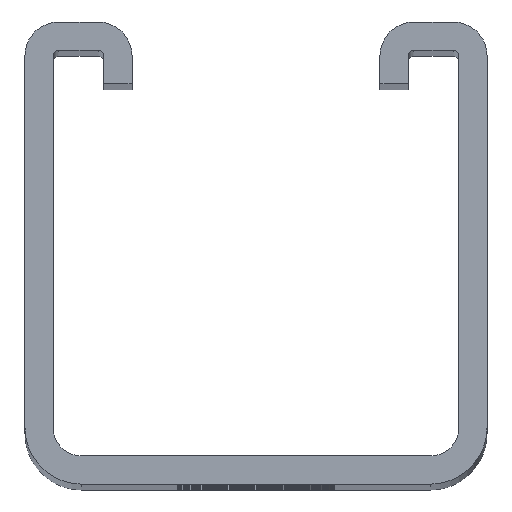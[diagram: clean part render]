
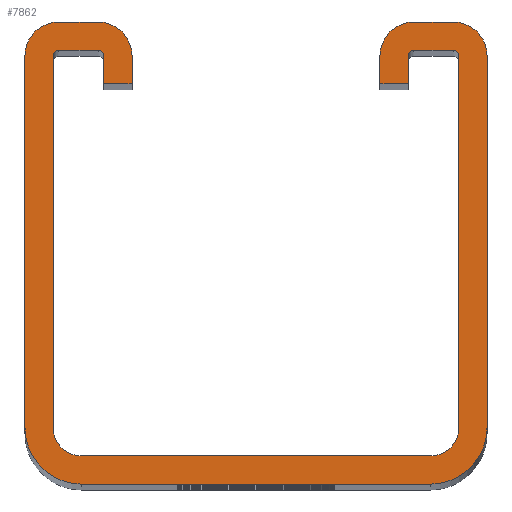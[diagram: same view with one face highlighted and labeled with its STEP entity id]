
A CAD part, top view. The second image highlights one B-rep face of the part: STEP entity #7862.
In plain terms, the highlighted planar face has unit normal (0, 0, 1).
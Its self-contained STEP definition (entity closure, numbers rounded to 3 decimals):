
#1255=DIRECTION('',(1.,0.,0.));
#1256=VECTOR('',#1255,2.5);
#1257=CARTESIAN_POINT('',(11.,35.5,2.));
#1258=LINE('',#1257,#1256);
#1259=DIRECTION('',(0.,-1.,0.));
#1260=VECTOR('',#1259,2.5);
#1261=CARTESIAN_POINT('',(11.,38.,2.));
#1262=LINE('',#1261,#1260);
#1263=CARTESIAN_POINT('',(14.,38.,2.));
#1264=DIRECTION('',(0.,0.,1.));
#1265=DIRECTION('',(0.,1.,0.));
#1266=AXIS2_PLACEMENT_3D('',#1263,#1264,#1265);
#1268=CARTESIAN_POINT('',(17.5,38.,2.));
#1269=DIRECTION('',(0.,0.,1.));
#1270=DIRECTION('',(1.,0.,0.));
#1271=AXIS2_PLACEMENT_3D('',#1268,#1269,#1270);
#1273=DIRECTION('',(0.,1.,0.));
#1274=VECTOR('',#1273,33.);
#1275=CARTESIAN_POINT('',(20.5,5.,2.));
#1276=LINE('',#1275,#1274);
#1277=CARTESIAN_POINT('',(15.5,5.,2.));
#1278=DIRECTION('',(0.,0.,1.));
#1279=DIRECTION('',(0.,-1.,0.));
#1280=AXIS2_PLACEMENT_3D('',#1277,#1278,#1279);
#1282=DIRECTION('',(1.,0.,0.));
#1283=VECTOR('',#1282,31.);
#1284=CARTESIAN_POINT('',(-15.5,0.,2.));
#1285=LINE('',#1284,#1283);
#1286=CARTESIAN_POINT('',(-15.5,5.,2.));
#1287=DIRECTION('',(0.,0.,1.));
#1288=DIRECTION('',(-1.,0.,0.));
#1289=AXIS2_PLACEMENT_3D('',#1286,#1287,#1288);
#1291=DIRECTION('',(0.,-1.,0.));
#1292=VECTOR('',#1291,33.);
#1293=CARTESIAN_POINT('',(-20.5,38.,2.));
#1294=LINE('',#1293,#1292);
#1295=CARTESIAN_POINT('',(-17.5,38.,2.));
#1296=DIRECTION('',(0.,0.,1.));
#1297=DIRECTION('',(0.,1.,0.));
#1298=AXIS2_PLACEMENT_3D('',#1295,#1296,#1297);
#1300=CARTESIAN_POINT('',(-14.,38.,2.));
#1301=DIRECTION('',(0.,0.,1.));
#1302=DIRECTION('',(1.,0.,0.));
#1303=AXIS2_PLACEMENT_3D('',#1300,#1301,#1302);
#1305=DIRECTION('',(1.,0.,0.));
#1306=VECTOR('',#1305,2.5);
#1307=CARTESIAN_POINT('',(-13.5,35.5,2.));
#1308=LINE('',#1307,#1306);
#1309=DIRECTION('',(0.,-1.,0.));
#1310=VECTOR('',#1309,2.5);
#1311=CARTESIAN_POINT('',(-13.5,38.,2.));
#1312=LINE('',#1311,#1310);
#1313=CARTESIAN_POINT('',(-14.,38.,2.));
#1314=DIRECTION('',(0.,0.,-1.));
#1315=DIRECTION('',(0.,1.,0.));
#1316=AXIS2_PLACEMENT_3D('',#1313,#1314,#1315);
#1318=CARTESIAN_POINT('',(-17.5,38.,2.));
#1319=DIRECTION('',(0.,0.,-1.));
#1320=DIRECTION('',(-1.,0.,0.));
#1321=AXIS2_PLACEMENT_3D('',#1318,#1319,#1320);
#1323=DIRECTION('',(0.,1.,0.));
#1324=VECTOR('',#1323,33.);
#1325=CARTESIAN_POINT('',(-18.,5.,2.));
#1326=LINE('',#1325,#1324);
#1327=CARTESIAN_POINT('',(-15.5,5.,2.));
#1328=DIRECTION('',(0.,0.,-1.));
#1329=DIRECTION('',(0.,-1.,0.));
#1330=AXIS2_PLACEMENT_3D('',#1327,#1328,#1329);
#1332=DIRECTION('',(-1.,0.,0.));
#1333=VECTOR('',#1332,31.);
#1334=CARTESIAN_POINT('',(15.5,2.5,2.));
#1335=LINE('',#1334,#1333);
#1336=CARTESIAN_POINT('',(15.5,5.,2.));
#1337=DIRECTION('',(0.,0.,-1.));
#1338=DIRECTION('',(1.,0.,0.));
#1339=AXIS2_PLACEMENT_3D('',#1336,#1337,#1338);
#1341=DIRECTION('',(0.,-1.,0.));
#1342=VECTOR('',#1341,33.);
#1343=CARTESIAN_POINT('',(18.,38.,2.));
#1344=LINE('',#1343,#1342);
#1345=CARTESIAN_POINT('',(17.5,38.,2.));
#1346=DIRECTION('',(0.,0.,-1.));
#1347=DIRECTION('',(0.,1.,0.));
#1348=AXIS2_PLACEMENT_3D('',#1345,#1346,#1347);
#1350=DIRECTION('',(1.,0.,0.));
#1351=VECTOR('',#1350,3.5);
#1352=CARTESIAN_POINT('',(14.,38.5,2.));
#1353=LINE('',#1352,#1351);
#1354=CARTESIAN_POINT('',(14.,38.,2.));
#1355=DIRECTION('',(0.,0.,-1.));
#1356=DIRECTION('',(-1.,0.,0.));
#1357=AXIS2_PLACEMENT_3D('',#1354,#1355,#1356);
#1359=DIRECTION('',(0.,1.,0.));
#1360=VECTOR('',#1359,2.5);
#1361=CARTESIAN_POINT('',(13.5,35.5,2.));
#1362=LINE('',#1361,#1360);
#1855=DIRECTION('',(-1.,0.,0.));
#1856=VECTOR('',#1855,3.5);
#1857=CARTESIAN_POINT('',(-14.,38.5,2.));
#1858=LINE('',#1857,#1856);
#2503=DIRECTION('',(1.,0.,0.));
#2504=VECTOR('',#2503,3.5);
#2505=CARTESIAN_POINT('',(14.,41.,2.));
#2506=LINE('',#2505,#2504);
#3339=DIRECTION('',(0.,-1.,0.));
#3340=VECTOR('',#3339,2.5);
#3341=CARTESIAN_POINT('',(-11.,38.,2.));
#3342=LINE('',#3341,#3340);
#3351=DIRECTION('',(1.,0.,0.));
#3352=VECTOR('',#3351,3.5);
#3353=CARTESIAN_POINT('',(-17.5,41.,2.));
#3354=LINE('',#3353,#3352);
#5585=CARTESIAN_POINT('',(15.5,2.5,2.));
#5586=CARTESIAN_POINT('',(-15.5,2.5,2.));
#5587=VERTEX_POINT('',#5585);
#5588=VERTEX_POINT('',#5586);
#5761=CARTESIAN_POINT('',(14.,38.5,2.));
#5762=CARTESIAN_POINT('',(17.5,38.5,2.));
#5763=VERTEX_POINT('',#5761);
#5764=VERTEX_POINT('',#5762);
#5765=CARTESIAN_POINT('',(-20.5,38.,2.));
#5766=CARTESIAN_POINT('',(-20.5,5.,2.));
#5767=VERTEX_POINT('',#5765);
#5768=VERTEX_POINT('',#5766);
#6426=CARTESIAN_POINT('',(20.5,5.,2.));
#6427=CARTESIAN_POINT('',(20.5,38.,2.));
#6428=VERTEX_POINT('',#6426);
#6429=VERTEX_POINT('',#6427);
#6622=CARTESIAN_POINT('',(-17.5,41.,2.));
#6623=CARTESIAN_POINT('',(-14.,41.,2.));
#6624=VERTEX_POINT('',#6622);
#6625=VERTEX_POINT('',#6623);
#6710=CARTESIAN_POINT('',(14.,41.,2.));
#6711=CARTESIAN_POINT('',(17.5,41.,2.));
#6712=VERTEX_POINT('',#6710);
#6713=VERTEX_POINT('',#6711);
#6720=CARTESIAN_POINT('',(-15.5,0.,2.));
#6721=CARTESIAN_POINT('',(15.5,0.,2.));
#6722=VERTEX_POINT('',#6720);
#6723=VERTEX_POINT('',#6721);
#6724=CARTESIAN_POINT('',(-14.,38.5,2.));
#6725=CARTESIAN_POINT('',(-17.5,38.5,2.));
#6726=VERTEX_POINT('',#6724);
#6727=VERTEX_POINT('',#6725);
#6728=CARTESIAN_POINT('',(-18.,5.,2.));
#6729=CARTESIAN_POINT('',(-18.,38.,2.));
#6730=VERTEX_POINT('',#6728);
#6731=VERTEX_POINT('',#6729);
#6850=CARTESIAN_POINT('',(18.,38.,2.));
#6851=CARTESIAN_POINT('',(18.,5.,2.));
#6852=VERTEX_POINT('',#6850);
#6853=VERTEX_POINT('',#6851);
#6854=CARTESIAN_POINT('',(-11.,38.,2.));
#6855=VERTEX_POINT('',#6854);
#6856=CARTESIAN_POINT('',(-13.5,38.,2.));
#6857=VERTEX_POINT('',#6856);
#6858=CARTESIAN_POINT('',(13.5,38.,2.));
#6859=VERTEX_POINT('',#6858);
#6860=CARTESIAN_POINT('',(11.,38.,2.));
#6861=VERTEX_POINT('',#6860);
#6982=CARTESIAN_POINT('',(11.,35.5,2.));
#6983=CARTESIAN_POINT('',(13.5,35.5,2.));
#6984=VERTEX_POINT('',#6982);
#6985=VERTEX_POINT('',#6983);
#6986=CARTESIAN_POINT('',(-13.5,35.5,2.));
#6987=CARTESIAN_POINT('',(-11.,35.5,2.));
#6988=VERTEX_POINT('',#6986);
#6989=VERTEX_POINT('',#6987);
#7802=CARTESIAN_POINT('',(15.5,5.,2.));
#7803=DIRECTION('',(0.,0.,1.));
#7804=DIRECTION('',(1.,0.,0.));
#7805=AXIS2_PLACEMENT_3D('',#7802,#7803,#7804);
#7806=PLANE('',#7805);
#7808=ORIENTED_EDGE('',*,*,#7807,.F.);
#7810=ORIENTED_EDGE('',*,*,#7809,.F.);
#7812=ORIENTED_EDGE('',*,*,#7811,.F.);
#7814=ORIENTED_EDGE('',*,*,#7813,.T.);
#7816=ORIENTED_EDGE('',*,*,#7815,.F.);
#7818=ORIENTED_EDGE('',*,*,#7817,.F.);
#7820=ORIENTED_EDGE('',*,*,#7819,.F.);
#7821=ORIENTED_EDGE('',*,*,#7733,.F.);
#7822=ORIENTED_EDGE('',*,*,#7722,.F.);
#7823=ORIENTED_EDGE('',*,*,#7222,.F.);
#7825=ORIENTED_EDGE('',*,*,#7824,.F.);
#7827=ORIENTED_EDGE('',*,*,#7826,.T.);
#7829=ORIENTED_EDGE('',*,*,#7828,.F.);
#7831=ORIENTED_EDGE('',*,*,#7830,.T.);
#7833=ORIENTED_EDGE('',*,*,#7832,.F.);
#7835=ORIENTED_EDGE('',*,*,#7834,.F.);
#7837=ORIENTED_EDGE('',*,*,#7836,.F.);
#7839=ORIENTED_EDGE('',*,*,#7838,.T.);
#7841=ORIENTED_EDGE('',*,*,#7840,.F.);
#7843=ORIENTED_EDGE('',*,*,#7842,.F.);
#7845=ORIENTED_EDGE('',*,*,#7844,.F.);
#7847=ORIENTED_EDGE('',*,*,#7846,.F.);
#7849=ORIENTED_EDGE('',*,*,#7848,.F.);
#7851=ORIENTED_EDGE('',*,*,#7850,.F.);
#7853=ORIENTED_EDGE('',*,*,#7852,.F.);
#7855=ORIENTED_EDGE('',*,*,#7854,.F.);
#7857=ORIENTED_EDGE('',*,*,#7856,.F.);
#7859=ORIENTED_EDGE('',*,*,#7858,.F.);
#7860=EDGE_LOOP('',(#7808,#7810,#7812,#7814,#7816,#7818,#7820,#7821,#7822,#7823,
#7825,#7827,#7829,#7831,#7833,#7835,#7837,#7839,#7841,#7843,#7845,#7847,#7849,
#7851,#7853,#7855,#7857,#7859));
#7861=FACE_OUTER_BOUND('',#7860,.F.);
#7862=ADVANCED_FACE('',(#7861),#7806,.T.);
#1267=CIRCLE('',#1266,3.);
#1272=CIRCLE('',#1271,3.);
#1281=CIRCLE('',#1280,5.);
#1290=CIRCLE('',#1289,5.);
#1299=CIRCLE('',#1298,3.);
#1304=CIRCLE('',#1303,3.);
#1317=CIRCLE('',#1316,0.5);
#1322=CIRCLE('',#1321,0.5);
#1331=CIRCLE('',#1330,2.5);
#1340=CIRCLE('',#1339,2.5);
#1349=CIRCLE('',#1348,0.5);
#1358=CIRCLE('',#1357,0.5);
#7222=EDGE_CURVE('',#5767,#5768,#1294,.T.);
#7722=EDGE_CURVE('',#5768,#6722,#1290,.T.);
#7733=EDGE_CURVE('',#6722,#6723,#1285,.T.);
#7807=EDGE_CURVE('',#6984,#6985,#1258,.T.);
#7809=EDGE_CURVE('',#6861,#6984,#1262,.T.);
#7811=EDGE_CURVE('',#6712,#6861,#1267,.T.);
#7813=EDGE_CURVE('',#6712,#6713,#2506,.T.);
#7815=EDGE_CURVE('',#6429,#6713,#1272,.T.);
#7817=EDGE_CURVE('',#6428,#6429,#1276,.T.);
#7819=EDGE_CURVE('',#6723,#6428,#1281,.T.);
#7824=EDGE_CURVE('',#6624,#5767,#1299,.T.);
#7826=EDGE_CURVE('',#6624,#6625,#3354,.T.);
#7828=EDGE_CURVE('',#6855,#6625,#1304,.T.);
#7830=EDGE_CURVE('',#6855,#6989,#3342,.T.);
#7832=EDGE_CURVE('',#6988,#6989,#1308,.T.);
#7834=EDGE_CURVE('',#6857,#6988,#1312,.T.);
#7836=EDGE_CURVE('',#6726,#6857,#1317,.T.);
#7838=EDGE_CURVE('',#6726,#6727,#1858,.T.);
#7840=EDGE_CURVE('',#6731,#6727,#1322,.T.);
#7842=EDGE_CURVE('',#6730,#6731,#1326,.T.);
#7844=EDGE_CURVE('',#5588,#6730,#1331,.T.);
#7846=EDGE_CURVE('',#5587,#5588,#1335,.T.);
#7848=EDGE_CURVE('',#6853,#5587,#1340,.T.);
#7850=EDGE_CURVE('',#6852,#6853,#1344,.T.);
#7852=EDGE_CURVE('',#5764,#6852,#1349,.T.);
#7854=EDGE_CURVE('',#5763,#5764,#1353,.T.);
#7856=EDGE_CURVE('',#6859,#5763,#1358,.T.);
#7858=EDGE_CURVE('',#6985,#6859,#1362,.T.);
